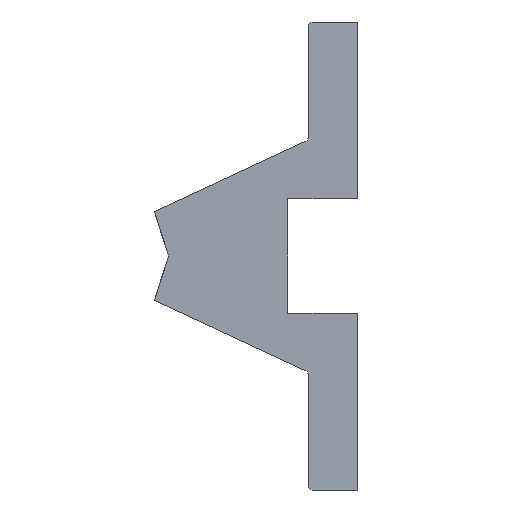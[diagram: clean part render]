
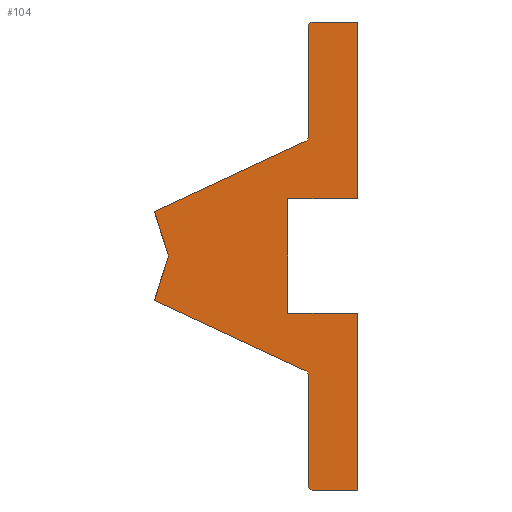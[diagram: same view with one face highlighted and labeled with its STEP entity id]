
A CAD part, left-side view. The second image highlights one B-rep face of the part: STEP entity #104.
In plain terms, the highlighted planar face has unit normal (-1, 0, 0).
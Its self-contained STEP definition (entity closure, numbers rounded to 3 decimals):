
#104 = ADVANCED_FACE( '', ( #237 ), #238, .F. );
#237 = FACE_OUTER_BOUND( '', #386, .T. );
#238 = PLANE( '', #387 );
#386 = EDGE_LOOP( '', ( #651, #652, #653, #654, #655, #656, #657, #658, #659, #660, #661, #662, #663, #664, #665, #666, #667 ) );
#387 = AXIS2_PLACEMENT_3D( '', #668, #669, #670 );
#651 = ORIENTED_EDGE( '', *, *, #761, .F. );
#652 = ORIENTED_EDGE( '', *, *, #784, .F. );
#653 = ORIENTED_EDGE( '', *, *, #853, .F. );
#654 = ORIENTED_EDGE( '', *, *, #826, .T. );
#655 = ORIENTED_EDGE( '', *, *, #809, .F. );
#656 = ORIENTED_EDGE( '', *, *, #776, .F. );
#657 = ORIENTED_EDGE( '', *, *, #803, .F. );
#658 = ORIENTED_EDGE( '', *, *, #854, .F. );
#659 = ORIENTED_EDGE( '', *, *, #855, .T. );
#660 = ORIENTED_EDGE( '', *, *, #841, .F. );
#661 = ORIENTED_EDGE( '', *, *, #788, .F. );
#662 = ORIENTED_EDGE( '', *, *, #856, .F. );
#663 = ORIENTED_EDGE( '', *, *, #845, .F. );
#664 = ORIENTED_EDGE( '', *, *, #793, .F. );
#665 = ORIENTED_EDGE( '', *, *, #821, .F. );
#666 = ORIENTED_EDGE( '', *, *, #753, .F. );
#667 = ORIENTED_EDGE( '', *, *, #857, .F. );
#668 = CARTESIAN_POINT( '', ( 0., 5.5, -28. ) );
#669 = DIRECTION( '', ( 1., 0., 0. ) );
#670 = DIRECTION( '', ( 0., 0., -1. ) );
#753 = EDGE_CURVE( '', #878, #879, #880, .T. );
#761 = EDGE_CURVE( '', #892, #893, #894, .T. );
#776 = EDGE_CURVE( '', #920, #922, #923, .T. );
#784 = EDGE_CURVE( '', #935, #892, #936, .T. );
#788 = EDGE_CURVE( '', #941, #942, #943, .T. );
#793 = EDGE_CURVE( '', #950, #951, #952, .T. );
#803 = EDGE_CURVE( '', #965, #920, #967, .T. );
#809 = EDGE_CURVE( '', #922, #973, #974, .T. );
#821 = EDGE_CURVE( '', #879, #950, #993, .T. );
#826 = EDGE_CURVE( '', #1000, #973, #1001, .T. );
#841 = EDGE_CURVE( '', #942, #1022, #1023, .T. );
#845 = EDGE_CURVE( '', #951, #1028, #1029, .T. );
#853 = EDGE_CURVE( '', #1000, #935, #1038, .T. );
#854 = EDGE_CURVE( '', #1039, #965, #1040, .T. );
#855 = EDGE_CURVE( '', #1039, #1022, #1041, .T. );
#856 = EDGE_CURVE( '', #1028, #941, #1042, .T. );
#857 = EDGE_CURVE( '', #893, #878, #1043, .T. );
#878 = VERTEX_POINT( '', #1072 );
#879 = VERTEX_POINT( '', #1073 );
#880 = LINE( '', #1074, #1075 );
#892 = VERTEX_POINT( '', #1090 );
#893 = VERTEX_POINT( '', #1091 );
#894 = LINE( '', #1092, #1093 );
#920 = VERTEX_POINT( '', #1126 );
#922 = VERTEX_POINT( '', #1129 );
#923 = LINE( '', #1130, #1131 );
#935 = VERTEX_POINT( '', #1146 );
#936 = CIRCLE( '', #1147, 0.5 );
#941 = VERTEX_POINT( '', #1153 );
#942 = VERTEX_POINT( '', #1154 );
#943 = CIRCLE( '', #1155, 0.5 );
#950 = VERTEX_POINT( '', #1164 );
#951 = VERTEX_POINT( '', #1165 );
#952 = LINE( '', #1166, #1167 );
#965 = VERTEX_POINT( '', #1184 );
#967 = LINE( '', #1187, #1188 );
#973 = VERTEX_POINT( '', #1194 );
#974 = LINE( '', #1195, #1196 );
#993 = LINE( '', #1217, #1218 );
#1000 = VERTEX_POINT( '', #1226 );
#1001 = CIRCLE( '', #1227, 0.5 );
#1022 = VERTEX_POINT( '', #1255 );
#1023 = LINE( '', #1256, #1257 );
#1028 = VERTEX_POINT( '', #1263 );
#1029 = LINE( '', #1264, #1265 );
#1038 = LINE( '', #1275, #1276 );
#1039 = VERTEX_POINT( '', #1277 );
#1040 = LINE( '', #1278, #1279 );
#1041 = CIRCLE( '', #1280, 0.5 );
#1042 = LINE( '', #1281, #1282 );
#1043 = LINE( '', #1283, #1284 );
#1072 = CARTESIAN_POINT( '', ( 0., 0., 7. ) );
#1073 = CARTESIAN_POINT( '', ( 0., 8.5, 7. ) );
#1074 = CARTESIAN_POINT( '', ( 0., 0., 7. ) );
#1075 = VECTOR( '', #1313, 1000. );
#1090 = CARTESIAN_POINT( '', ( 0., 5.5, 28.5 ) );
#1091 = CARTESIAN_POINT( '', ( 0., 0., 28.5 ) );
#1092 = CARTESIAN_POINT( '', ( 0., 5.5, 28.5 ) );
#1093 = VECTOR( '', #1323, 1000. );
#1126 = CARTESIAN_POINT( '', ( 0., 23.024, 0. ) );
#1129 = CARTESIAN_POINT( '', ( 0., 24.727, 5.4 ) );
#1130 = CARTESIAN_POINT( '', ( 0., 23.024, 0. ) );
#1131 = VECTOR( '', #1347, 1000. );
#1146 = CARTESIAN_POINT( '', ( 0., 6., 28. ) );
#1147 = AXIS2_PLACEMENT_3D( '', #1357, #1358, #1359 );
#1153 = CARTESIAN_POINT( '', ( 0., 5.5, -28.5 ) );
#1154 = CARTESIAN_POINT( '', ( 0., 6., -28. ) );
#1155 = AXIS2_PLACEMENT_3D( '', #1364, #1365, #1366 );
#1164 = CARTESIAN_POINT( '', ( 0., 8.5, -7. ) );
#1165 = CARTESIAN_POINT( '', ( 0., 0., -7. ) );
#1166 = CARTESIAN_POINT( '', ( 0., 8.5, -7. ) );
#1167 = VECTOR( '', #1372, 1000. );
#1184 = CARTESIAN_POINT( '', ( 0., 24.727, -5.4 ) );
#1187 = CARTESIAN_POINT( '', ( 0., 24.727, -5.4 ) );
#1188 = VECTOR( '', #1384, 1000. );
#1194 = CARTESIAN_POINT( '', ( 0., 6.289, 13.998 ) );
#1195 = CARTESIAN_POINT( '', ( 0., 24.727, 5.4 ) );
#1196 = VECTOR( '', #1397, 1000. );
#1217 = CARTESIAN_POINT( '', ( 0., 8.5, 7. ) );
#1218 = VECTOR( '', #1418, 1000. );
#1226 = CARTESIAN_POINT( '', ( 0., 6., 14.451 ) );
#1227 = AXIS2_PLACEMENT_3D( '', #1426, #1427, #1428 );
#1255 = CARTESIAN_POINT( '', ( 0., 6., -14.451 ) );
#1256 = CARTESIAN_POINT( '', ( 0., 6., -28. ) );
#1257 = VECTOR( '', #1448, 1000. );
#1263 = CARTESIAN_POINT( '', ( 0., 0., -28.5 ) );
#1264 = CARTESIAN_POINT( '', ( 0., 0., -7. ) );
#1265 = VECTOR( '', #1453, 1000. );
#1275 = CARTESIAN_POINT( '', ( 0., 6., 14.451 ) );
#1276 = VECTOR( '', #1458, 1000. );
#1277 = CARTESIAN_POINT( '', ( 0., 6.289, -13.998 ) );
#1278 = CARTESIAN_POINT( '', ( 0., 6.289, -13.998 ) );
#1279 = VECTOR( '', #1459, 1000. );
#1280 = AXIS2_PLACEMENT_3D( '', #1460, #1461, #1462 );
#1281 = CARTESIAN_POINT( '', ( 0., 0., -28.5 ) );
#1282 = VECTOR( '', #1463, 1000. );
#1283 = CARTESIAN_POINT( '', ( 0., 0., 28.5 ) );
#1284 = VECTOR( '', #1464, 1000. );
#1313 = DIRECTION( '', ( 0., 1., 0. ) );
#1323 = DIRECTION( '', ( 0., -1., 0. ) );
#1347 = DIRECTION( '', ( 0., 0.301, 0.954 ) );
#1357 = CARTESIAN_POINT( '', ( 0., 5.5, 28. ) );
#1358 = DIRECTION( '', ( 1., 0., 0. ) );
#1359 = DIRECTION( '', ( 0., 0., -1. ) );
#1364 = CARTESIAN_POINT( '', ( 0., 5.5, -28. ) );
#1365 = DIRECTION( '', ( 1., 0., 0. ) );
#1366 = DIRECTION( '', ( 0., 0., -1. ) );
#1372 = DIRECTION( '', ( 0., -1., 0. ) );
#1384 = DIRECTION( '', ( 0., -0.301, 0.954 ) );
#1397 = DIRECTION( '', ( 0., -0.906, 0.423 ) );
#1418 = DIRECTION( '', ( 0., 0., -1. ) );
#1426 = CARTESIAN_POINT( '', ( 0., 6.5, 14.451 ) );
#1427 = DIRECTION( '', ( 1., 0., 0. ) );
#1428 = DIRECTION( '', ( 0., 0., -1. ) );
#1448 = DIRECTION( '', ( 0., 0., 1. ) );
#1453 = DIRECTION( '', ( 0., 0., -1. ) );
#1458 = DIRECTION( '', ( 0., 0., 1. ) );
#1459 = DIRECTION( '', ( 0., 0.906, 0.423 ) );
#1460 = CARTESIAN_POINT( '', ( 0., 6.5, -14.451 ) );
#1461 = DIRECTION( '', ( 1., 0., 0. ) );
#1462 = DIRECTION( '', ( 0., 0., -1. ) );
#1463 = DIRECTION( '', ( 0., 1., 0. ) );
#1464 = DIRECTION( '', ( 0., 0., -1. ) );
